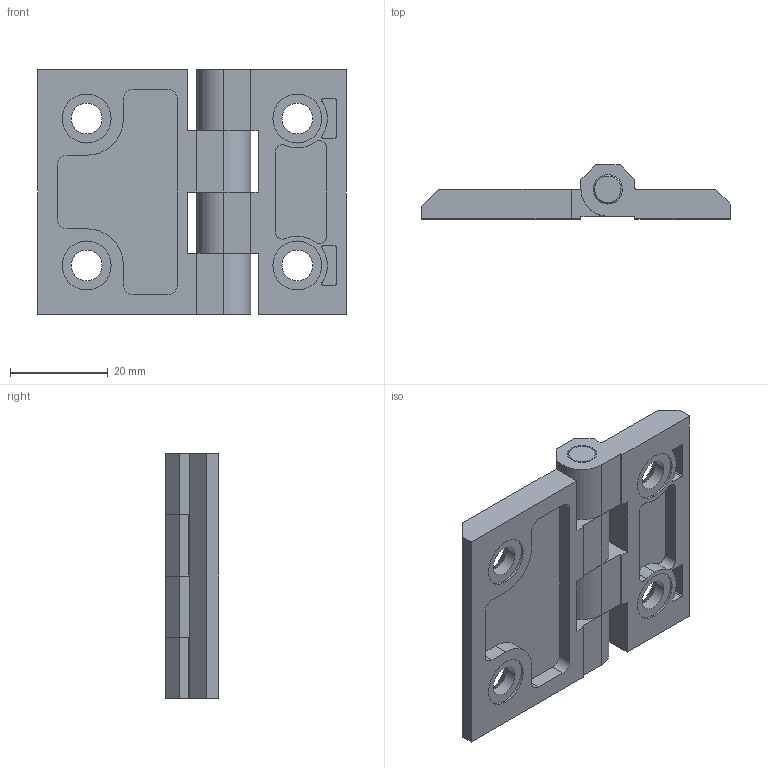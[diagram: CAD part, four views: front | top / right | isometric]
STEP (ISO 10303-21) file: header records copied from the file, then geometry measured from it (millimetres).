
FILE_DESCRIPTION (( 'STEP AP214' ), '1' );
FILE_NAME ('095010.STEP', '2014-08-14T12:30:52', ( '' ), ( '' ), 'SwSTEP 2.0', 'SolidWorks 2014', '' );
FILE_SCHEMA (( 'AUTOMOTIVE_DESIGN' ));
Length unit declared in the file: millimetre
Products named in the file (4): 095010; 095006_095006-z; 095007_095007-z; achse_6-50
Assembly tree (3 placements, depth 2):
  095010
    095006_095006-z
    095007_095007-z
    achse_6-50
Bounding box: 63 x 11 x 50 mm (x, y, z)
Volume: 15470.1 mm3; surface area: 11319.2 mm2
Topology: 3 solids, 3 shells, 149 faces, 401 edges, 266 vertices
Faces by surface type: plane 76, cylinder 61, cone 12
Entity records: 4913 total; most frequent: DIRECTION 853, CARTESIAN_POINT 822, ORIENTED_EDGE 802, EDGE_CURVE 401, AXIS2_PLACEMENT_3D 297, VERTEX_POINT 266, VECTOR 259, LINE 259
